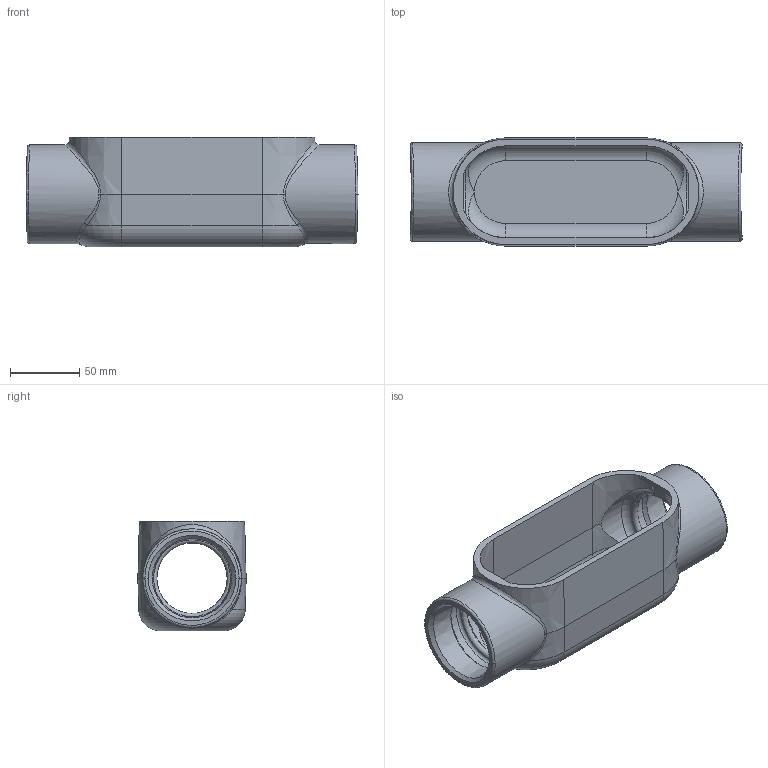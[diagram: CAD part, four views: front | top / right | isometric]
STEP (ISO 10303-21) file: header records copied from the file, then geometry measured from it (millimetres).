
FILE_DESCRIPTION(/* description */ (''),/* implementation_level */ '2;1');
FILE_NAME(/* name */ 'KIL_C67.stp',/* time_stamp */ '2019-02-15T09:35:43+05:00',/* author */ ('avenkatesan'),/* organization */ (''),/* preprocessor_version */ 'ST-DEVELOPER v17',/* originating_system */ 'Autodesk Inventor 2018',/* authorisation */ '');
FILE_SCHEMA (('AUTOMOTIVE_DESIGN { 1 0 10303 214 3 1 1 }'));
Length unit declared in the file: inch
Products named in the file (1): 17707
Bounding box: 240.29 x 78.36 x 79.38 mm (x, y, z)
Volume: 268508.5 mm3; surface area: 109717.3 mm2
Topology: 1 solids, 1 shells, 100 faces, 266 edges, 168 vertices
Faces by surface type: plane 34, cone 20, cylinder 18, bspline 16, torus 12
Full cylindrical faces by diameter (mm): 60.477 x2, 71.425 x2
Entity records: 7090 total; most frequent: CARTESIAN_POINT 4615, ORIENTED_EDGE 532, DIRECTION 490, EDGE_CURVE 266, AXIS2_PLACEMENT_3D 205, VERTEX_POINT 168, EDGE_LOOP 104, FACE_OUTER_BOUND 100
